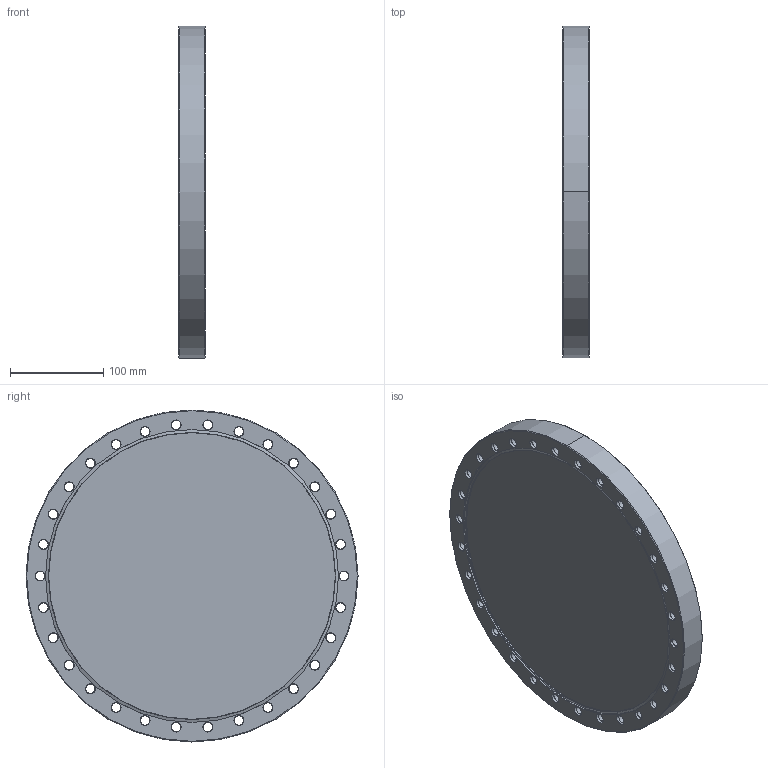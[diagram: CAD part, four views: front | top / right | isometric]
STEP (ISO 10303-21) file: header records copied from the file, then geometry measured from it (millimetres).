
FILE_DESCRIPTION (( 'STEP AP214' ), '1' );
FILE_NAME ('110037.STEP', '2024-02-06T03:04:27', ( '' ), ( '' ), 'SwSTEP 2.0', 'SolidWorks 2022', '' );
FILE_SCHEMA (( 'AUTOMOTIVE_DESIGN' ));
Length unit declared in the file: inch
Products named in the file (1): 110037
Bounding box: 28.45 x 355.6 x 355.6 mm (x, y, z)
Volume: 2603092.1 mm3; surface area: 253909.1 mm2
Topology: 1 solids, 1 shells, 201 faces, 460 edges, 262 vertices
Faces by surface type: cone 126, cylinder 66, torus 6, plane 3
Entity records: 5790 total; most frequent: DIRECTION 1132, CARTESIAN_POINT 924, ORIENTED_EDGE 920, AXIS2_PLACEMENT_3D 470, EDGE_CURVE 460, CIRCLE 268, VERTEX_POINT 262, EDGE_LOOP 262
